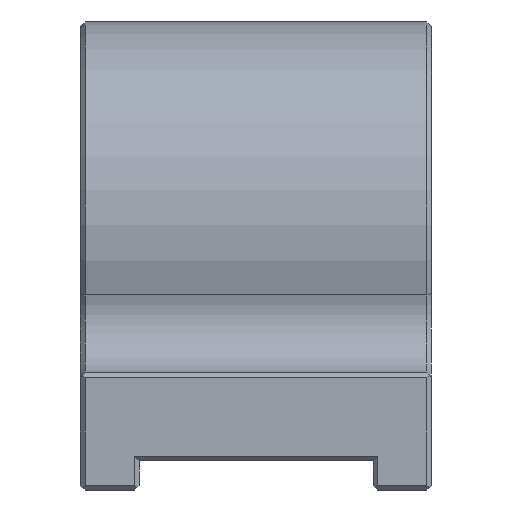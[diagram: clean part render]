
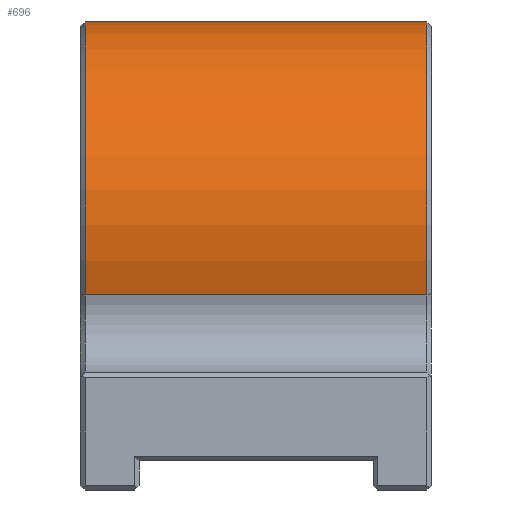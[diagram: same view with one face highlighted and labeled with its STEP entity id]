
A CAD part, front view. The second image highlights one B-rep face of the part: STEP entity #696.
In plain terms, the highlighted cylindrical face has radius 44.45 mm (diameter 88.9 mm), a partial arc.
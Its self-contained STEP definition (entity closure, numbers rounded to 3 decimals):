
#70=CARTESIAN_POINT('Vertex',(75.2,41.908,-14.817)) ;
#97=CARTESIAN_POINT('Axis2P3D Location',(75.2,0.,0.)) ;
#101=CARTESIAN_POINT('Vertex',(75.2,-41.908,-14.817)) ;
#629=CARTESIAN_POINT('Vertex',(1.,41.908,-14.817)) ;
#632=CARTESIAN_POINT('Line Origine',(38.1,41.908,-14.817)) ;
#658=CARTESIAN_POINT('Vertex',(1.,-41.908,-14.817)) ;
#668=CARTESIAN_POINT('Line Origine',(38.1,-41.908,-14.817)) ;
#680=CARTESIAN_POINT('Axis2P3D Location',(38.1,0.,0.)) ;
#685=CARTESIAN_POINT('Axis2P3D Location',(1.,0.,0.)) ;
#98=DIRECTION('Axis2P3D Direction',(1.,0.,0.)) ;
#633=DIRECTION('Vector Direction',(1.,0.,0.)) ;
#669=DIRECTION('Vector Direction',(1.,0.,0.)) ;
#681=DIRECTION('Axis2P3D Direction',(1.,0.,0.)) ;
#682=DIRECTION('Axis2P3D XDirection',(0.,0.943,-0.333)) ;
#686=DIRECTION('Axis2P3D Direction',(1.,0.,0.)) ;
#99=AXIS2_PLACEMENT_3D('Circle Axis2P3D',#97,#98,$) ;
#683=AXIS2_PLACEMENT_3D('Cylinder Axis2P3D',#680,#681,#682) ;
#687=AXIS2_PLACEMENT_3D('Circle Axis2P3D',#685,#686,$) ;
#691=ORIENTED_EDGE('',*,*,#672,.T.) ;
#692=ORIENTED_EDGE('',*,*,#103,.F.) ;
#693=ORIENTED_EDGE('',*,*,#636,.F.) ;
#694=ORIENTED_EDGE('',*,*,#689,.T.) ;
#634=VECTOR('Line Direction',#633,1.) ;
#670=VECTOR('Line Direction',#669,1.) ;
#696=ADVANCED_FACE('PartBody',(#695),#684,.T.) ;
#100=CIRCLE('generated circle',#99,44.45) ;
#688=CIRCLE('generated circle',#687,44.45) ;
#684=CYLINDRICAL_SURFACE('generated cylinder',#683,44.45) ;
#103=EDGE_CURVE('',#71,#102,#100,.T.) ;
#636=EDGE_CURVE('',#630,#71,#635,.T.) ;
#672=EDGE_CURVE('',#659,#102,#671,.T.) ;
#689=EDGE_CURVE('',#630,#659,#688,.T.) ;
#690=EDGE_LOOP('',(#691,#692,#693,#694)) ;
#695=FACE_OUTER_BOUND('',#690,.T.) ;
#635=LINE('Line',#632,#634) ;
#671=LINE('Line',#668,#670) ;
#71=VERTEX_POINT('',#70) ;
#102=VERTEX_POINT('',#101) ;
#630=VERTEX_POINT('',#629) ;
#659=VERTEX_POINT('',#658) ;
